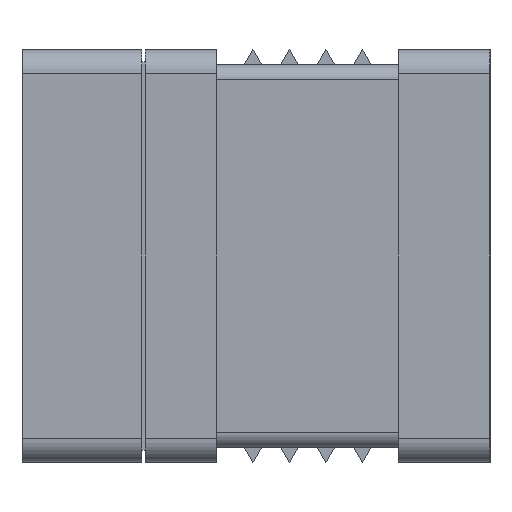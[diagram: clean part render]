
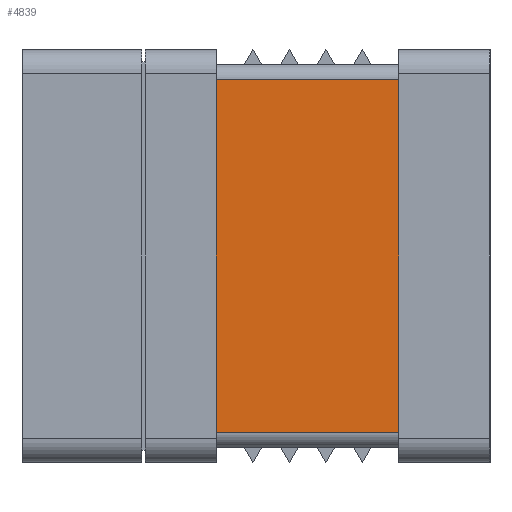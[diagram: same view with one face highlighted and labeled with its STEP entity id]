
A CAD part, left-side view. The second image highlights one B-rep face of the part: STEP entity #4839.
In plain terms, the highlighted planar face has unit normal (-1, 0, 0).
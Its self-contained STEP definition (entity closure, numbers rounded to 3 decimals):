
#2803 = EDGE_CURVE( '', #4545, #6069, #7536, .T. );
#3139 = VERTEX_POINT( '', #7909 );
#3749 = VERTEX_POINT( '', #8580 );
#4519 = EDGE_CURVE( '', #3749, #4545, #9417, .T. );
#4545 = VERTEX_POINT( '', #9445 );
#4839 = ADVANCED_FACE( '', ( #9784 ), #9785, .F. );
#6069 = VERTEX_POINT( '', #11144 );
#6527 = EDGE_CURVE( '', #6069, #3139, #11651, .T. );
#6811 = EDGE_CURVE( '', #3749, #3139, #11974, .T. );
#7536 = LINE( '', #13051, #13052 );
#7909 = CARTESIAN_POINT( '', ( -15.75, 22.5, 14.5 ) );
#8580 = CARTESIAN_POINT( '', ( -15.75, 7.5, 14.5 ) );
#9417 = LINE( '', #16217, #16218 );
#9445 = CARTESIAN_POINT( '', ( -15.75, 7.5, -14.5 ) );
#9784 = FACE_OUTER_BOUND( '', #16839, .T. );
#9785 = PLANE( '', #16840 );
#11144 = CARTESIAN_POINT( '', ( -15.75, 22.5, -14.5 ) );
#11651 = LINE( '', #20053, #20054 );
#11974 = LINE( '', #20631, #20632 );
#13051 = CARTESIAN_POINT( '', ( -15.75, 7.5, -14.5 ) );
#13052 = VECTOR( '', #21586, 1. );
#16217 = CARTESIAN_POINT( '', ( -15.75, 7.5, 14.5 ) );
#16218 = VECTOR( '', #23570, 1. );
#16839 = EDGE_LOOP( '', ( #24111, #24112, #24113, #24114 ) );
#16840 = AXIS2_PLACEMENT_3D( '', #24115, #24116, #24117 );
#20053 = CARTESIAN_POINT( '', ( -15.75, 22.5, 14.5 ) );
#20054 = VECTOR( '', #26170, 1. );
#20631 = CARTESIAN_POINT( '', ( -15.75, 7.5, 14.5 ) );
#20632 = VECTOR( '', #26590, 1. );
#21586 = DIRECTION( '', ( 0., 1., 0. ) );
#23570 = DIRECTION( '', ( 0., 0., -1. ) );
#24111 = ORIENTED_EDGE( '', *, *, #6527, .F. );
#24112 = ORIENTED_EDGE( '', *, *, #2803, .F. );
#24113 = ORIENTED_EDGE( '', *, *, #4519, .F. );
#24114 = ORIENTED_EDGE( '', *, *, #6811, .T. );
#24115 = CARTESIAN_POINT( '', ( -15.75, 7.5, -14.5 ) );
#24116 = DIRECTION( '', ( 1., 0., 0. ) );
#24117 = DIRECTION( '', ( 0., 0., -1. ) );
#26170 = DIRECTION( '', ( 0., 0., 1. ) );
#26590 = DIRECTION( '', ( 0., 1., 0. ) );
